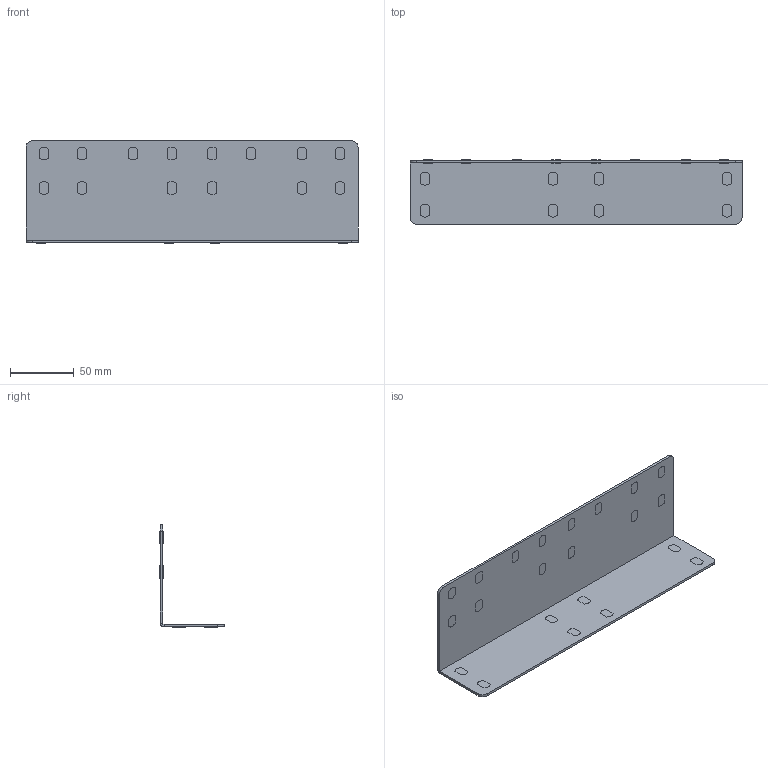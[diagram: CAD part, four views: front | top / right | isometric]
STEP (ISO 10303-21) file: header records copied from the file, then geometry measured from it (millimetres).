
FILE_DESCRIPTION(/* description */ (''),/* implementation_level */ '2;1');
FILE_NAME(/* name */ '487477.stp',/* time_stamp */ '2023-12-19T13:54:01+01:00',/* author */ ('bonnaudn'),/* organization */ (''),/* preprocessor_version */ 'ST-DEVELOPER v19.2',/* originating_system */ 'AutoCAD Mechanical',/* authorisation */ '');
FILE_SCHEMA (('AUTOMOTIVE_DESIGN { 1 0 10303 214 3 1 1 }'));
Length unit declared in the file: millimetre
Products named in the file (1): Product
Bounding box: 260 x 50.2 x 80.2 mm (x, y, z)
Volume: 66014.9 mm3; surface area: 70518.9 mm2
Topology: 1 solids, 45 shells, 61 faces, 217 edges, 202 vertices
Faces by surface type: plane 56, cylinder 5
Entity records: 2510 total; most frequent: CARTESIAN_POINT 481, DIRECTION 439, ORIENTED_EDGE 258, EDGE_CURVE 217, VERTEX_POINT 202, AXIS2_PLACEMENT_3D 160, LINE 119, VECTOR 119
